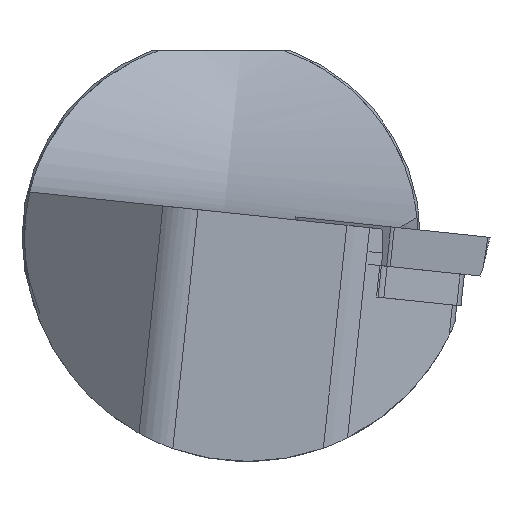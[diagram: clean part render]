
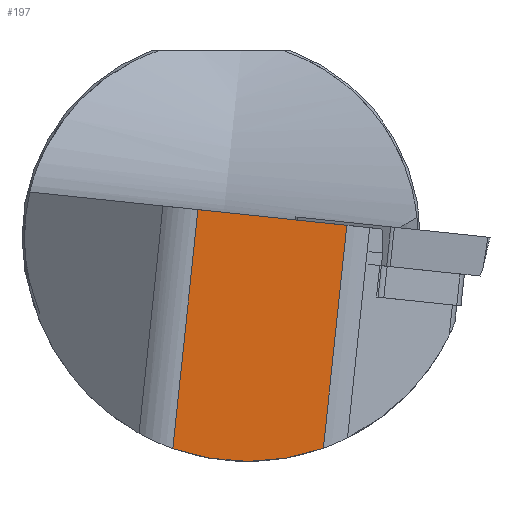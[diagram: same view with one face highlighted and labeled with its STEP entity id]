
A CAD part, left-side view. The second image highlights one B-rep face of the part: STEP entity #197.
In plain terms, the highlighted planar face has unit normal (-1, 0, 0).
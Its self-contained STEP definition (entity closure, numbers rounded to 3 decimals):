
#165=B_SPLINE_CURVE_WITH_KNOTS('',3,(#1670,#1671,#1672,#1673,#1674,#1675,
#1676),.UNSPECIFIED.,.F.,.F.,(4,3,4),(0.,0.331,1.),
 .UNSPECIFIED.);
#197=ADVANCED_FACE('',(#272),#244,.F.);
#244=PLANE('',#1005);
#272=FACE_OUTER_BOUND('',#320,.T.);
#320=EDGE_LOOP('',(#529,#530,#531,#532));
#383=LINE('',#1663,#447);
#384=LINE('',#1668,#448);
#447=VECTOR('',#1117,1.);
#448=VECTOR('',#1120,1.);
#529=ORIENTED_EDGE('',*,*,#871,.T.);
#530=ORIENTED_EDGE('',*,*,#872,.F.);
#531=ORIENTED_EDGE('',*,*,#873,.F.);
#532=ORIENTED_EDGE('',*,*,#874,.F.);
#782=VERTEX_POINT('',#1664);
#783=VERTEX_POINT('',#1665);
#784=VERTEX_POINT('',#1667);
#785=VERTEX_POINT('',#1669);
#871=EDGE_CURVE('',#782,#783,#383,.T.);
#872=EDGE_CURVE('',#784,#783,#973,.T.);
#873=EDGE_CURVE('',#785,#784,#384,.T.);
#874=EDGE_CURVE('',#782,#785,#165,.T.);
#973=CIRCLE('',#1004,22.5);
#1004=AXIS2_PLACEMENT_3D('',#1666,#1118,#1119);
#1005=AXIS2_PLACEMENT_3D('',#1677,#1121,#1122);
#1117=DIRECTION('',(0.,0.105,-0.995));
#1118=DIRECTION('',(1.,0.,0.));
#1119=DIRECTION('',(0.,0.,-1.));
#1120=DIRECTION('',(0.,0.105,-0.995));
#1121=DIRECTION('',(1.,0.,0.));
#1122=DIRECTION('',(0.,0.,-1.));
#1663=CARTESIAN_POINT('',(0.,-48.944,490.682));
#1664=CARTESIAN_POINT('',(0.,2.336,2.78));
#1665=CARTESIAN_POINT('',(0.,4.858,-21.21));
#1666=CARTESIAN_POINT('',(0.,-2.65,0.));
#1667=CARTESIAN_POINT('',(0.,-10.257,-21.175));
#1668=CARTESIAN_POINT('',(0.,-63.89,489.111));
#1669=CARTESIAN_POINT('',(0.,-12.609,1.208));
#1670=CARTESIAN_POINT('',(0.,2.336,2.78));
#1671=CARTESIAN_POINT('',(0.,0.689,2.607));
#1672=CARTESIAN_POINT('',(0.,-0.959,2.434));
#1673=CARTESIAN_POINT('',(0.,-2.607,2.26));
#1674=CARTESIAN_POINT('',(0.,-5.941,1.91));
#1675=CARTESIAN_POINT('',(0.,-9.275,1.559));
#1676=CARTESIAN_POINT('',(0.,-12.609,1.208));
#1677=CARTESIAN_POINT('',(0.,0.,0.));
